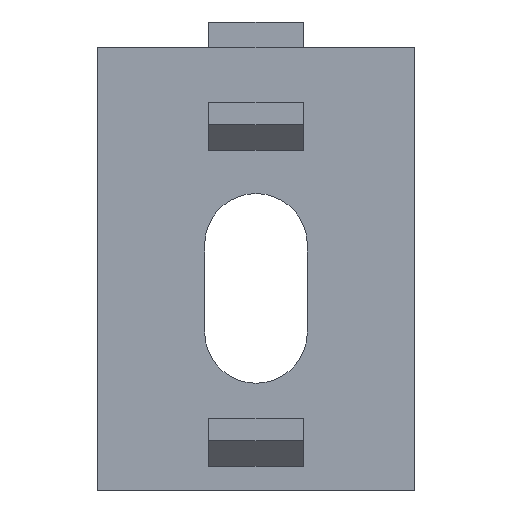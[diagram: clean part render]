
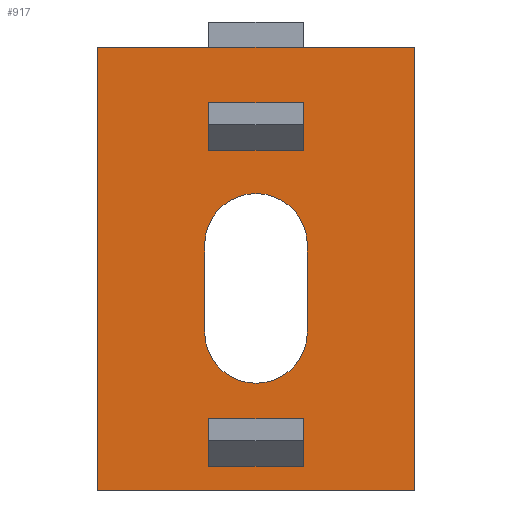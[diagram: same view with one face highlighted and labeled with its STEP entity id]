
A CAD part, front view. The second image highlights one B-rep face of the part: STEP entity #917.
In plain terms, the highlighted planar face has unit normal (0, -1, 0).
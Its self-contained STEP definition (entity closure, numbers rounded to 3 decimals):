
#17=FACE_BOUND('',#142,.T.);
#18=FACE_BOUND('',#143,.T.);
#19=FACE_BOUND('',#144,.T.);
#23=CIRCLE('',#937,3.25);
#25=CIRCLE('',#941,3.25);
#91=FACE_OUTER_BOUND('',#141,.T.);
#141=EDGE_LOOP('',(#784,#785,#786,#787));
#142=EDGE_LOOP('',(#788,#789,#790,#791));
#143=EDGE_LOOP('',(#792,#793,#794,#795));
#144=EDGE_LOOP('',(#796,#797,#798,#799));
#151=LINE('',#1243,#261);
#156=LINE('',#1257,#266);
#170=LINE('',#1296,#280);
#175=LINE('',#1306,#285);
#176=LINE('',#1309,#286);
#178=LINE('',#1312,#288);
#194=LINE('',#1346,#304);
#199=LINE('',#1356,#309);
#200=LINE('',#1359,#310);
#202=LINE('',#1362,#312);
#254=LINE('',#1485,#364);
#256=LINE('',#1489,#366);
#257=LINE('',#1491,#367);
#258=LINE('',#1492,#368);
#261=VECTOR('',#1003,10.);
#266=VECTOR('',#1016,10.);
#280=VECTOR('',#1054,10.);
#285=VECTOR('',#1063,10.);
#286=VECTOR('',#1066,10.);
#288=VECTOR('',#1070,10.);
#304=VECTOR('',#1098,10.);
#309=VECTOR('',#1107,10.);
#310=VECTOR('',#1110,10.);
#312=VECTOR('',#1114,10.);
#364=VECTOR('',#1224,10.);
#366=VECTOR('',#1228,10.);
#367=VECTOR('',#1229,10.);
#368=VECTOR('',#1230,10.);
#371=VERTEX_POINT('',#1241);
#372=VERTEX_POINT('',#1242);
#375=VERTEX_POINT('',#1250);
#377=VERTEX_POINT('',#1256);
#387=VERTEX_POINT('',#1289);
#390=VERTEX_POINT('',#1294);
#393=VERTEX_POINT('',#1304);
#394=VERTEX_POINT('',#1308);
#403=VERTEX_POINT('',#1339);
#406=VERTEX_POINT('',#1344);
#409=VERTEX_POINT('',#1354);
#410=VERTEX_POINT('',#1358);
#451=VERTEX_POINT('',#1482);
#452=VERTEX_POINT('',#1484);
#453=VERTEX_POINT('',#1488);
#454=VERTEX_POINT('',#1490);
#455=EDGE_CURVE('',#371,#372,#151,.T.);
#459=EDGE_CURVE('',#372,#375,#23,.T.);
#462=EDGE_CURVE('',#375,#377,#156,.T.);
#465=EDGE_CURVE('',#377,#371,#25,.T.);
#482=EDGE_CURVE('',#387,#390,#170,.T.);
#487=EDGE_CURVE('',#390,#393,#175,.T.);
#488=EDGE_CURVE('',#394,#387,#176,.T.);
#490=EDGE_CURVE('',#393,#394,#178,.T.);
#506=EDGE_CURVE('',#403,#406,#194,.T.);
#511=EDGE_CURVE('',#406,#409,#199,.T.);
#512=EDGE_CURVE('',#410,#403,#200,.T.);
#514=EDGE_CURVE('',#409,#410,#202,.T.);
#574=EDGE_CURVE('',#451,#452,#254,.T.);
#576=EDGE_CURVE('',#453,#451,#256,.T.);
#577=EDGE_CURVE('',#454,#453,#257,.T.);
#578=EDGE_CURVE('',#452,#454,#258,.T.);
#784=ORIENTED_EDGE('',*,*,#576,.F.);
#785=ORIENTED_EDGE('',*,*,#577,.F.);
#786=ORIENTED_EDGE('',*,*,#578,.F.);
#787=ORIENTED_EDGE('',*,*,#574,.F.);
#788=ORIENTED_EDGE('',*,*,#455,.T.);
#789=ORIENTED_EDGE('',*,*,#459,.T.);
#790=ORIENTED_EDGE('',*,*,#462,.T.);
#791=ORIENTED_EDGE('',*,*,#465,.T.);
#792=ORIENTED_EDGE('',*,*,#482,.T.);
#793=ORIENTED_EDGE('',*,*,#487,.T.);
#794=ORIENTED_EDGE('',*,*,#490,.T.);
#795=ORIENTED_EDGE('',*,*,#488,.T.);
#796=ORIENTED_EDGE('',*,*,#506,.T.);
#797=ORIENTED_EDGE('',*,*,#511,.T.);
#798=ORIENTED_EDGE('',*,*,#514,.T.);
#799=ORIENTED_EDGE('',*,*,#512,.T.);
#869=PLANE('',#995);
#917=ADVANCED_FACE('',(#91,#17,#18,#19),#869,.T.);
#937=AXIS2_PLACEMENT_3D('',#1251,#1009,#1010);
#941=AXIS2_PLACEMENT_3D('',#1262,#1021,#1022);
#995=AXIS2_PLACEMENT_3D('',#1487,#1226,#1227);
#1003=DIRECTION('',(0.,0.,-1.));
#1009=DIRECTION('center_axis',(0.,1.,0.));
#1010=DIRECTION('ref_axis',(1.,0.,0.));
#1016=DIRECTION('',(0.,0.,1.));
#1021=DIRECTION('center_axis',(0.,1.,0.));
#1022=DIRECTION('ref_axis',(-1.,0.,0.));
#1054=DIRECTION('',(0.,0.,1.));
#1063=DIRECTION('',(1.,0.,0.));
#1066=DIRECTION('',(-1.,0.,0.));
#1070=DIRECTION('',(0.,0.,-1.));
#1098=DIRECTION('',(0.,0.,1.));
#1107=DIRECTION('',(1.,0.,0.));
#1110=DIRECTION('',(-1.,0.,0.));
#1114=DIRECTION('',(0.,0.,-1.));
#1224=DIRECTION('',(0.,0.,1.));
#1226=DIRECTION('center_axis',(0.,-1.,0.));
#1227=DIRECTION('ref_axis',(0.,0.,-1.));
#1228=DIRECTION('',(-1.,0.,0.));
#1229=DIRECTION('',(0.,0.,-1.));
#1230=DIRECTION('',(1.,0.,0.));
#1241=CARTESIAN_POINT('',(3.25,0.,-12.5));
#1242=CARTESIAN_POINT('',(3.25,0.,-18.));
#1243=CARTESIAN_POINT('',(3.25,0.,-9.));
#1250=CARTESIAN_POINT('',(-3.25,0.,-18.));
#1251=CARTESIAN_POINT('Origin',(0.,0.,-18.));
#1256=CARTESIAN_POINT('',(-3.25,0.,-12.5));
#1257=CARTESIAN_POINT('',(-3.25,0.,-6.25));
#1262=CARTESIAN_POINT('Origin',(0.,0.,-12.5));
#1289=CARTESIAN_POINT('',(-3.,0.,-26.5));
#1294=CARTESIAN_POINT('',(-3.,0.,-23.5));
#1296=CARTESIAN_POINT('',(-3.,0.,-12.5));
#1304=CARTESIAN_POINT('',(3.,0.,-23.5));
#1306=CARTESIAN_POINT('',(0.,0.,-23.5));
#1308=CARTESIAN_POINT('',(3.,0.,-26.5));
#1309=CARTESIAN_POINT('',(0.,0.,-26.5));
#1312=CARTESIAN_POINT('',(3.,0.,-12.5));
#1339=CARTESIAN_POINT('',(-3.,0.,-6.5));
#1344=CARTESIAN_POINT('',(-3.,0.,-3.5));
#1346=CARTESIAN_POINT('',(-3.,0.,-2.5));
#1354=CARTESIAN_POINT('',(3.,0.,-3.5));
#1356=CARTESIAN_POINT('',(0.,0.,-3.5));
#1358=CARTESIAN_POINT('',(3.,0.,-6.5));
#1359=CARTESIAN_POINT('',(0.,0.,-6.5));
#1362=CARTESIAN_POINT('',(3.,0.,-2.5));
#1482=CARTESIAN_POINT('',(-10.,0.,-28.));
#1484=CARTESIAN_POINT('',(-10.,0.,0.));
#1485=CARTESIAN_POINT('',(-10.,0.,-28.));
#1487=CARTESIAN_POINT('Origin',(0.,0.,0.));
#1488=CARTESIAN_POINT('',(10.,0.,-28.));
#1489=CARTESIAN_POINT('',(0.,0.,-28.));
#1490=CARTESIAN_POINT('',(10.,0.,0.));
#1491=CARTESIAN_POINT('',(10.,0.,-28.));
#1492=CARTESIAN_POINT('',(0.,0.,0.));
